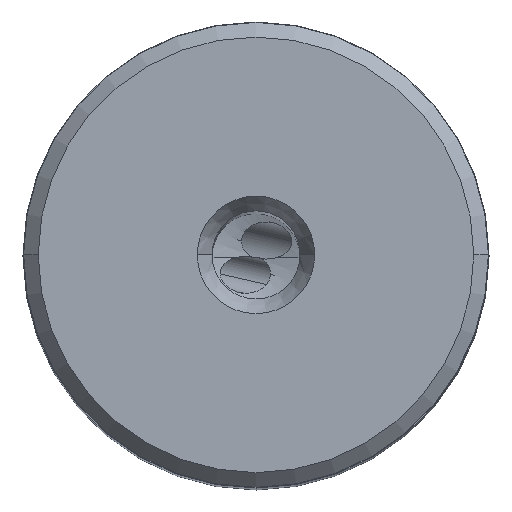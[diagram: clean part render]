
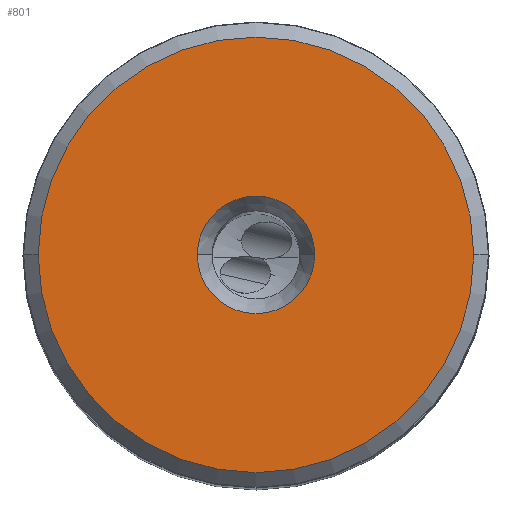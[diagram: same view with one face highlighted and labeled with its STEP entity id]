
A CAD part, top view. The second image highlights one B-rep face of the part: STEP entity #801.
In plain terms, the highlighted planar face has unit normal (0, 0, 1).
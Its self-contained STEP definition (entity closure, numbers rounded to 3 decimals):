
#801=ADVANCED_FACE('',(#1021,#1022),#980,.T.);
#980=PLANE('',#3561);
#1021=FACE_BOUND('',#1041,.T.);
#1022=FACE_BOUND('',#1042,.T.);
#1041=EDGE_LOOP('',(#1230,#1231));
#1042=EDGE_LOOP('',(#1232,#1233));
#1230=ORIENTED_EDGE('',*,*,#2631,.F.);
#1231=ORIENTED_EDGE('',*,*,#2632,.F.);
#1232=ORIENTED_EDGE('',*,*,#2633,.F.);
#1233=ORIENTED_EDGE('',*,*,#2634,.F.);
#2278=VERTEX_POINT('',#4993);
#2279=VERTEX_POINT('',#4994);
#2280=VERTEX_POINT('',#4997);
#2281=VERTEX_POINT('',#4998);
#2631=EDGE_CURVE('',#2278,#2279,#3155,.T.);
#2632=EDGE_CURVE('',#2279,#2278,#3156,.T.);
#2633=EDGE_CURVE('',#2280,#2281,#3157,.T.);
#2634=EDGE_CURVE('',#2281,#2280,#3158,.T.);
#3155=CIRCLE('',#3557,14.836);
#3156=CIRCLE('',#3558,14.836);
#3157=CIRCLE('',#3559,4.);
#3158=CIRCLE('',#3560,4.);
#3557=AXIS2_PLACEMENT_3D('',#4992,#4009,#4010);
#3558=AXIS2_PLACEMENT_3D('',#4995,#4011,#4012);
#3559=AXIS2_PLACEMENT_3D('',#4996,#4013,#4014);
#3560=AXIS2_PLACEMENT_3D('',#4999,#4015,#4016);
#3561=AXIS2_PLACEMENT_3D('',#5000,#4017,#4018);
#4009=DIRECTION('',(0.,0.,-1.));
#4010=DIRECTION('',(-1.,0.,0.));
#4011=DIRECTION('',(0.,0.,-1.));
#4012=DIRECTION('',(1.,0.,0.));
#4013=DIRECTION('',(0.,0.,1.));
#4014=DIRECTION('',(-1.,0.,0.));
#4015=DIRECTION('',(0.,0.,1.));
#4016=DIRECTION('',(1.,0.,0.));
#4017=DIRECTION('',(0.,0.,1.));
#4018=DIRECTION('',(1.,0.,0.));
#4992=CARTESIAN_POINT('',(0.,0.,0.));
#4993=CARTESIAN_POINT('',(-14.836,0.,0.));
#4994=CARTESIAN_POINT('',(14.836,0.,0.));
#4995=CARTESIAN_POINT('',(0.,0.,0.));
#4996=CARTESIAN_POINT('',(0.,0.,0.));
#4997=CARTESIAN_POINT('',(-4.,0.,0.));
#4998=CARTESIAN_POINT('',(4.,0.,0.));
#4999=CARTESIAN_POINT('',(0.,0.,0.));
#5000=CARTESIAN_POINT('',(0.,0.,0.));
